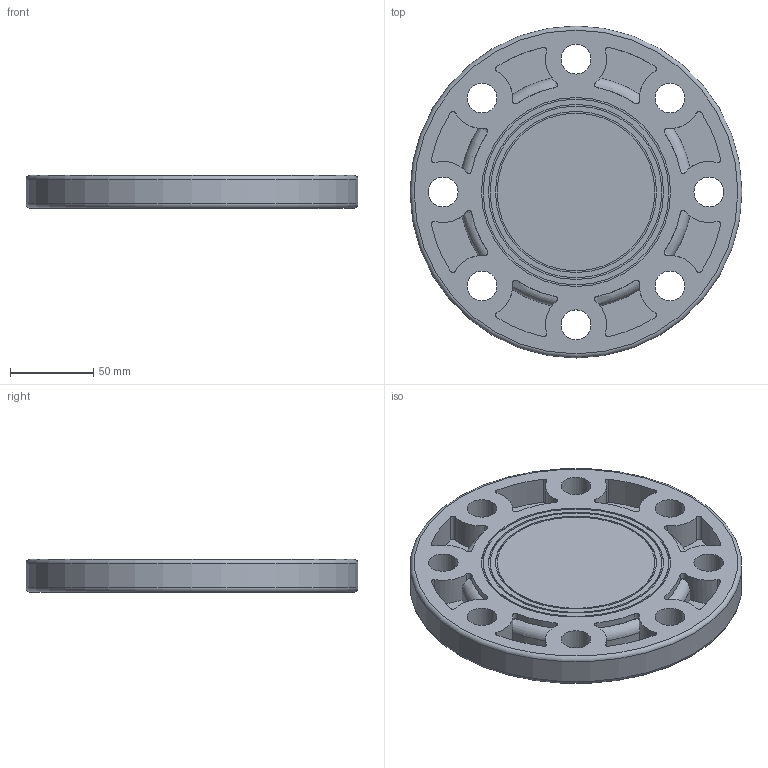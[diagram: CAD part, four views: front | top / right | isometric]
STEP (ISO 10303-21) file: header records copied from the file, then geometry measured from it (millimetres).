
FILE_DESCRIPTION(/* description */ (''),/* implementation_level */ '2;1');
FILE_NAME(/* name */ 'A909011PGQL.stp',/* time_stamp */ '2024-12-19T09:58:20+08:00',/* author */ (''),/* organization */ (''),/* preprocessor_version */ 'ST-DEVELOPER v16',/* originating_system */ 'SIEMENS PLM Software NX 10.0',/* authorisation */ '');
FILE_SCHEMA (('AUTOMOTIVE_DESIGN { 1 0 10303 214 3 1 1 1 }'));
Length unit declared in the file: millimetre
Products named in the file (1): gelv0FB88CDEpsg7
Bounding box: 199.9 x 199.9 x 19.95 mm (x, y, z)
Volume: 389205.8 mm3; surface area: 101083.4 mm2
Topology: 1 solids, 1 shells, 315 faces, 809 edges, 540 vertices
Faces by surface type: plane 174, cylinder 103, extrusion 27, torus 11
Full cylindrical faces by diameter (mm): 3.5 x1, 4.667 x1, 18 x8, 22 x1, 95 x1, 97 x1, 103.4 x1, 105.4 x1, 111.8 x1, 113.8 x1, 120.5 x1, 199.9 x1
Entity records: 14845 total; most frequent: CARTESIAN_POINT 7597, ORIENTED_EDGE 1564, DIRECTION 1309, EDGE_CURVE 782, VERTEX_POINT 535, AXIS2_PLACEMENT_3D 520, EDGE_LOOP 397, B_SPLINE_CURVE_WITH_KNOTS 336
